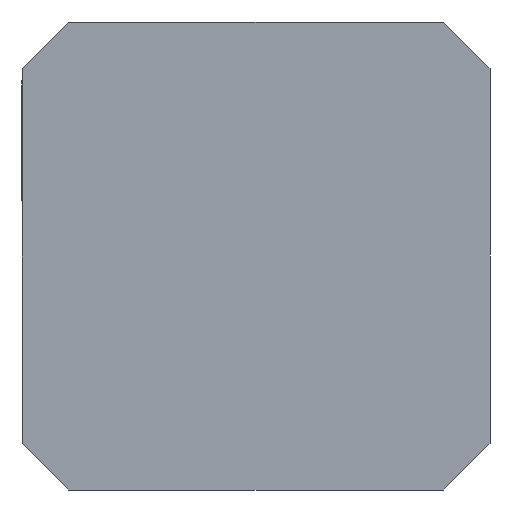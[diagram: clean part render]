
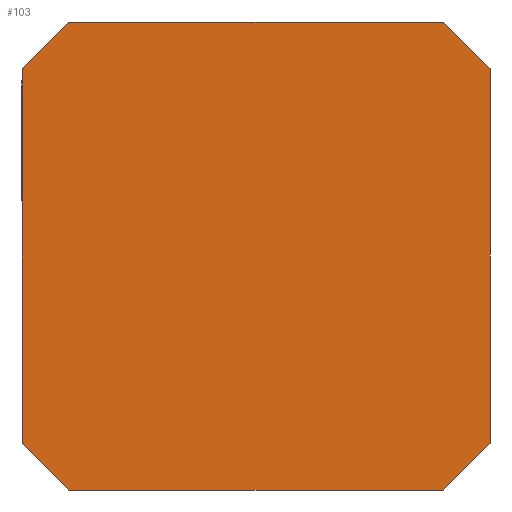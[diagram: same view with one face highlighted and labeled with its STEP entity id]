
A CAD part, front view. The second image highlights one B-rep face of the part: STEP entity #103.
In plain terms, the highlighted planar face has unit normal (0, -1, 0).
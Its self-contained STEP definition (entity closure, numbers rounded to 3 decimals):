
#15 = ORIENTED_EDGE ( 'NONE', *, *, #566, .T. ) ;
#17 = VERTEX_POINT ( 'NONE', #76 ) ;
#58 = DIRECTION ( 'NONE',  ( 0., 0., 1. ) ) ;
#67 = VECTOR ( 'NONE', #334, 1000. ) ;
#76 = CARTESIAN_POINT ( 'NONE',  ( 0., -57., -37.8 ) ) ;
#103 = ADVANCED_FACE ( 'NONE', ( #556 ), #662, .T. ) ;
#110 = VERTEX_POINT ( 'NONE', #349 ) ;
#135 = DIRECTION ( 'NONE',  ( 0., 0., -1. ) ) ;
#165 = DIRECTION ( 'NONE',  ( -0.707, 0., 0.707 ) ) ;
#172 = VECTOR ( 'NONE', #58, 1000. ) ;
#194 = VECTOR ( 'NONE', #1262, 1000. ) ;
#207 = ORIENTED_EDGE ( 'NONE', *, *, #1231, .T. ) ;
#327 = ORIENTED_EDGE ( 'NONE', *, *, #809, .F. ) ;
#334 = DIRECTION ( 'NONE',  ( 0.707, 0., -0.707 ) ) ;
#349 = CARTESIAN_POINT ( 'NONE',  ( 42., -57., -4.2 ) ) ;
#352 = LINE ( 'NONE', #1104, #67 ) ;
#357 = VERTEX_POINT ( 'NONE', #977 ) ;
#372 = CARTESIAN_POINT ( 'NONE',  ( 4.2, -57., -42. ) ) ;
#397 = VECTOR ( 'NONE', #1040, 1000. ) ;
#418 = CARTESIAN_POINT ( 'NONE',  ( 0., -57., -4.2 ) ) ;
#450 = VECTOR ( 'NONE', #165, 1000. ) ;
#479 = CARTESIAN_POINT ( 'NONE',  ( 0., -57., 0. ) ) ;
#533 = ORIENTED_EDGE ( 'NONE', *, *, #882, .F. ) ;
#556 = FACE_OUTER_BOUND ( 'NONE', #798, .T. ) ;
#563 = CARTESIAN_POINT ( 'NONE',  ( 0., -57., 0. ) ) ;
#566 = EDGE_CURVE ( 'NONE', #357, #1102, #1397, .T. ) ;
#584 = DIRECTION ( 'NONE',  ( 1., 0., 0. ) ) ;
#589 = EDGE_CURVE ( 'NONE', #110, #634, #1326, .T. ) ;
#594 = VECTOR ( 'NONE', #1298, 1000. ) ;
#633 = LINE ( 'NONE', #418, #594 ) ;
#634 = VERTEX_POINT ( 'NONE', #863 ) ;
#636 = CARTESIAN_POINT ( 'NONE',  ( 4.2, -57., 0. ) ) ;
#662 = PLANE ( 'NONE',  #1171 ) ;
#712 = CARTESIAN_POINT ( 'NONE',  ( 42., -57., 0. ) ) ;
#742 = ORIENTED_EDGE ( 'NONE', *, *, #1132, .F. ) ;
#771 = CARTESIAN_POINT ( 'NONE',  ( 0., -57., -42. ) ) ;
#777 = EDGE_CURVE ( 'NONE', #17, #1371, #838, .T. ) ;
#798 = EDGE_LOOP ( 'NONE', ( #15, #327, #1362, #533, #207, #1246, #1010, #742 ) ) ;
#801 = DIRECTION ( 'NONE',  ( 0., -1., 0. ) ) ;
#809 = EDGE_CURVE ( 'NONE', #110, #1102, #998, .T. ) ;
#838 = LINE ( 'NONE', #479, #172 ) ;
#863 = CARTESIAN_POINT ( 'NONE',  ( 37.8, -57., 0. ) ) ;
#880 = CARTESIAN_POINT ( 'NONE',  ( 42., -57., -37.8 ) ) ;
#882 = EDGE_CURVE ( 'NONE', #1208, #634, #1366, .T. ) ;
#890 = DIRECTION ( 'NONE',  ( -1., 0., 0. ) ) ;
#918 = VERTEX_POINT ( 'NONE', #372 ) ;
#977 = CARTESIAN_POINT ( 'NONE',  ( 37.8, -57., -42. ) ) ;
#998 = LINE ( 'NONE', #712, #397 ) ;
#1010 = ORIENTED_EDGE ( 'NONE', *, *, #1344, .T. ) ;
#1017 = LINE ( 'NONE', #771, #1316 ) ;
#1040 = DIRECTION ( 'NONE',  ( 0., 0., -1. ) ) ;
#1102 = VERTEX_POINT ( 'NONE', #880 ) ;
#1104 = CARTESIAN_POINT ( 'NONE',  ( 4.2, -57., -42. ) ) ;
#1113 = VECTOR ( 'NONE', #584, 1000. ) ;
#1132 = EDGE_CURVE ( 'NONE', #357, #918, #1017, .T. ) ;
#1157 = CARTESIAN_POINT ( 'NONE',  ( 0., -57., -4.2 ) ) ;
#1171 = AXIS2_PLACEMENT_3D ( 'NONE', #563, #801, #135 ) ;
#1208 = VERTEX_POINT ( 'NONE', #636 ) ;
#1231 = EDGE_CURVE ( 'NONE', #1208, #1371, #633, .T. ) ;
#1246 = ORIENTED_EDGE ( 'NONE', *, *, #777, .F. ) ;
#1250 = CARTESIAN_POINT ( 'NONE',  ( 0., -57., 0. ) ) ;
#1262 = DIRECTION ( 'NONE',  ( 0.707, 0., 0.707 ) ) ;
#1298 = DIRECTION ( 'NONE',  ( -0.707, 0., -0.707 ) ) ;
#1316 = VECTOR ( 'NONE', #890, 1000. ) ;
#1326 = LINE ( 'NONE', #1373, #450 ) ;
#1344 = EDGE_CURVE ( 'NONE', #17, #918, #352, .T. ) ;
#1362 = ORIENTED_EDGE ( 'NONE', *, *, #589, .T. ) ;
#1366 = LINE ( 'NONE', #1250, #1113 ) ;
#1371 = VERTEX_POINT ( 'NONE', #1157 ) ;
#1373 = CARTESIAN_POINT ( 'NONE',  ( 37.8, -57., 0. ) ) ;
#1377 = CARTESIAN_POINT ( 'NONE',  ( 37.8, -57., -42. ) ) ;
#1397 = LINE ( 'NONE', #1377, #194 ) ;
